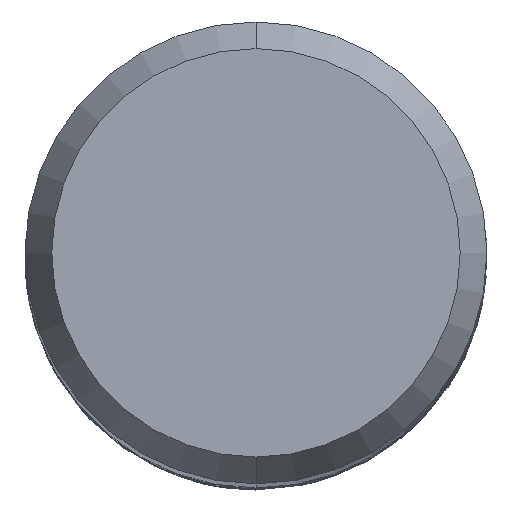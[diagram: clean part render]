
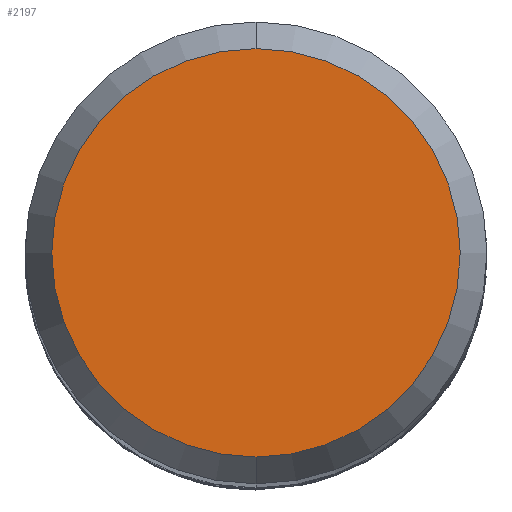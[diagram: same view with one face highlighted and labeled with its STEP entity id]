
A CAD part, top view. The second image highlights one B-rep face of the part: STEP entity #2197.
In plain terms, the highlighted planar face has unit normal (0, 0, 1).
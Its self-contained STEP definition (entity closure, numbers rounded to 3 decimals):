
#2067=EDGE_CURVE('',#2175,#2609,#3964,.T.);
#2145=EDGE_CURVE('',#2609,#2175,#4052,.T.);
#2175=VERTEX_POINT('',#4084);
#2197=ADVANCED_FACE('',(#4106),#4107,.T.);
#2609=VERTEX_POINT('',#4557);
#3964=CIRCLE('',#14900,3.538);
#4052=CIRCLE('',#15419,3.538);
#4084=CARTESIAN_POINT('',(0.,-3.538,0.0));
#4106=FACE_OUTER_BOUND('',#15829,.T.);
#4107=PLANE('',#15830);
#4557=CARTESIAN_POINT('',(0.0,3.538,0.0));
#14900=AXIS2_PLACEMENT_3D('',#23634,#23635,#23636);
#15419=AXIS2_PLACEMENT_3D('',#23731,#23732,#23733);
#15829=EDGE_LOOP('',(#23761,#23762));
#15830=AXIS2_PLACEMENT_3D('',#23763,#23764,#23765);
#23634=CARTESIAN_POINT('',(0.0,0.0,0.0));
#23635=DIRECTION('',(0.0,0.0,-1.0));
#23636=DIRECTION('',(0.0,1.0,0.0));
#23731=CARTESIAN_POINT('',(0.0,0.0,0.0));
#23732=DIRECTION('',(0.0,0.0,-1.0));
#23733=DIRECTION('',(0.0,1.0,0.0));
#23761=ORIENTED_EDGE('',*,*,#2145,.F.);
#23762=ORIENTED_EDGE('',*,*,#2067,.F.);
#23763=CARTESIAN_POINT('',(0.0,1.769,0.0));
#23764=DIRECTION('',(-0.0,0.0,1.0));
#23765=DIRECTION('',(0.0,-1.0,0.0));
